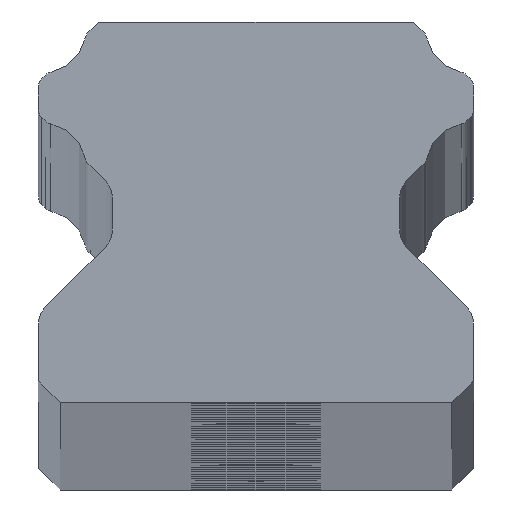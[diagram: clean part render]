
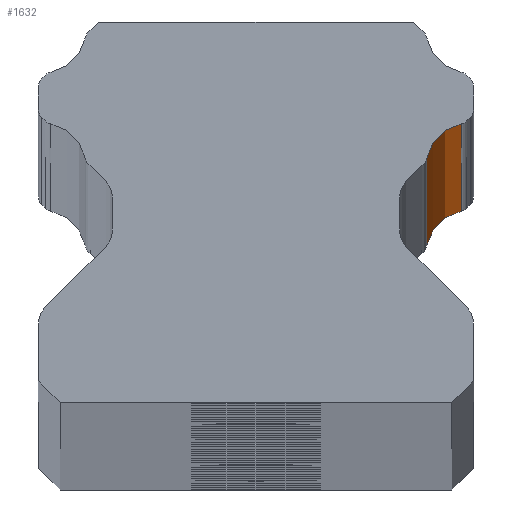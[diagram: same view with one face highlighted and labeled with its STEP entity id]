
A CAD part, top view. The second image highlights one B-rep face of the part: STEP entity #1632.
In plain terms, the highlighted cylindrical face has radius 2 mm (diameter 4 mm), a partial arc.
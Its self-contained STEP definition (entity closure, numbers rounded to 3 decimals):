
#25 = AXIS2_PLACEMENT_3D ( 'NONE', #3410, #5709, #3930 ) ;
#65 = CARTESIAN_POINT ( 'NONE',  ( 9.432, -1.182, 1150. ) ) ;
#243 = VECTOR ( 'NONE', #5917, 1000. ) ;
#306 = VERTEX_POINT ( 'NONE', #5786 ) ;
#715 = EDGE_CURVE ( 'NONE', #306, #1842, #987, .T. ) ;
#977 = CARTESIAN_POINT ( 'NONE',  ( 7.847, -2.767, 1150. ) ) ;
#987 = LINE ( 'NONE', #977, #7302 ) ;
#1427 = DIRECTION ( 'NONE',  ( 0., 0., -1. ) ) ;
#1480 = ORIENTED_EDGE ( 'NONE', *, *, #715, .T. ) ;
#1632 = ADVANCED_FACE ( 'NONE', ( #3106 ), #4214, .F. ) ;
#1787 = ORIENTED_EDGE ( 'NONE', *, *, #2987, .F. ) ;
#1837 = CIRCLE ( 'NONE', #25, 2. ) ;
#1842 = VERTEX_POINT ( 'NONE', #4014 ) ;
#1949 = LINE ( 'NONE', #65, #243 ) ;
#2067 = DIRECTION ( 'NONE',  ( -1., 0., 0. ) ) ;
#2262 = EDGE_CURVE ( 'NONE', #1842, #6675, #1837, .T. ) ;
#2591 = ORIENTED_EDGE ( 'NONE', *, *, #2262, .T. ) ;
#2987 = EDGE_CURVE ( 'NONE', #6171, #6675, #1949, .T. ) ;
#3106 = FACE_OUTER_BOUND ( 'NONE', #4820, .T. ) ;
#3410 = CARTESIAN_POINT ( 'NONE',  ( 9.811, -3.146, -1150. ) ) ;
#3519 = AXIS2_PLACEMENT_3D ( 'NONE', #4439, #5612, #6716 ) ;
#3641 = CARTESIAN_POINT ( 'NONE',  ( 9.432, -1.182, 1150. ) ) ;
#3741 = CARTESIAN_POINT ( 'NONE',  ( 9.432, -1.182, -1150. ) ) ;
#3912 = EDGE_CURVE ( 'NONE', #306, #6171, #6268, .T. ) ;
#3930 = DIRECTION ( 'NONE',  ( -1., 0., 0. ) ) ;
#4014 = CARTESIAN_POINT ( 'NONE',  ( 7.847, -2.767, -1150. ) ) ;
#4214 = CYLINDRICAL_SURFACE ( 'NONE', #3519, 2. ) ;
#4439 = CARTESIAN_POINT ( 'NONE',  ( 9.811, -3.146, 1150. ) ) ;
#4820 = EDGE_LOOP ( 'NONE', ( #2591, #1787, #5195, #1480 ) ) ;
#5195 = ORIENTED_EDGE ( 'NONE', *, *, #3912, .F. ) ;
#5471 = CARTESIAN_POINT ( 'NONE',  ( 9.811, -3.146, 1150. ) ) ;
#5588 = DIRECTION ( 'NONE',  ( 0., 0., -1. ) ) ;
#5612 = DIRECTION ( 'NONE',  ( 0., 0., -1. ) ) ;
#5709 = DIRECTION ( 'NONE',  ( 0., 0., -1. ) ) ;
#5786 = CARTESIAN_POINT ( 'NONE',  ( 7.847, -2.767, 1150. ) ) ;
#5917 = DIRECTION ( 'NONE',  ( 0., 0., -1. ) ) ;
#6171 = VERTEX_POINT ( 'NONE', #3641 ) ;
#6268 = CIRCLE ( 'NONE', #7005, 2. ) ;
#6675 = VERTEX_POINT ( 'NONE', #3741 ) ;
#6716 = DIRECTION ( 'NONE',  ( -1., 0., 0. ) ) ;
#7005 = AXIS2_PLACEMENT_3D ( 'NONE', #5471, #1427, #2067 ) ;
#7302 = VECTOR ( 'NONE', #5588, 1000. ) ;
